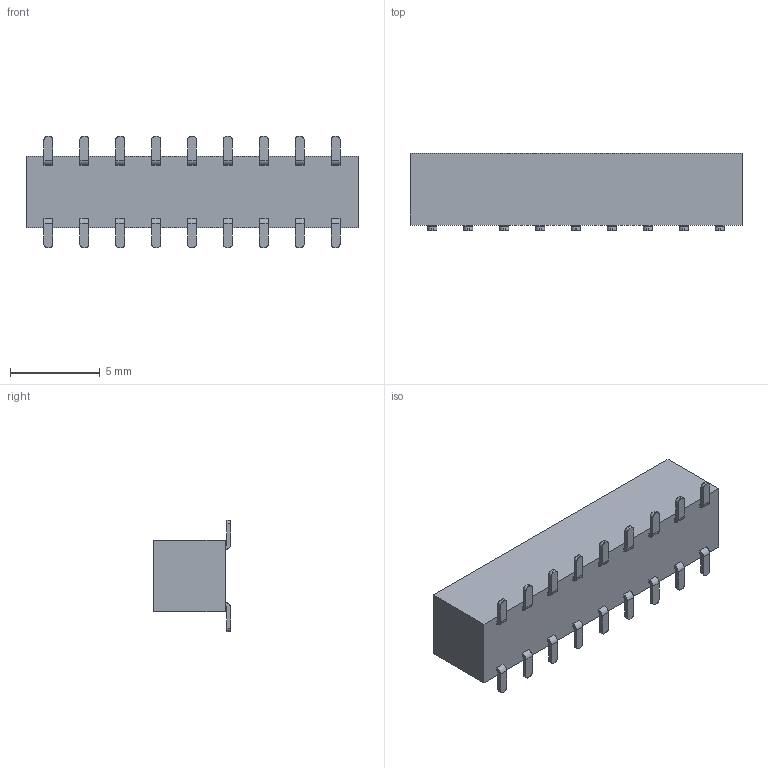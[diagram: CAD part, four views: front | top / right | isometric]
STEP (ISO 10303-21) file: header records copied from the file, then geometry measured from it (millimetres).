
FILE_DESCRIPTION( ('This file contains a STEP AP42 implementation' ,'as created by ZW3D STEP Interface translator.') ,'2;1' );
FILE_NAME( '2240N-2XXMXXCUNX1001.stp' ,'23 911.15 215', (''), ('ZWCAD Software Co.'), 'Version 1.0', 'ZW3D to STEP translator', '' );
FILE_SCHEMA(('AUTOMOTIVE_DESIGN { 1 0 10303 214 1 1 1 1 }'));
Length unit declared in the file: millimetre
Products named in the file (1): 0
Bounding box: 18.5 x 4.3 x 6.2 mm (x, y, z)
Volume: 214.3 mm3; surface area: 934.9 mm2
Topology: 1 solids, 1 shells, 1860 faces, 5326 edges, 3450 vertices
Faces by surface type: plane 1122, cylinder 468, bspline 270
Entity records: 72427 total; most frequent: CARTESIAN_POINT 26084, ORIENTED_EDGE 10652, DIRECTION 7244, EDGE_CURVE 5326, VERTEX_POINT 3450, VECTOR 3310, LINE 3310, AXIS2_PLACEMENT_3D 1967
